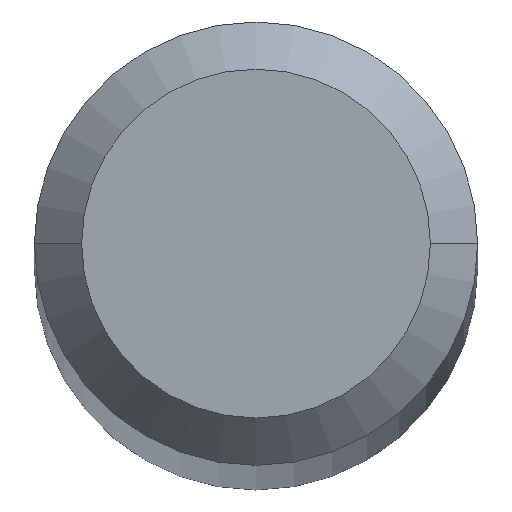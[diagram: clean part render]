
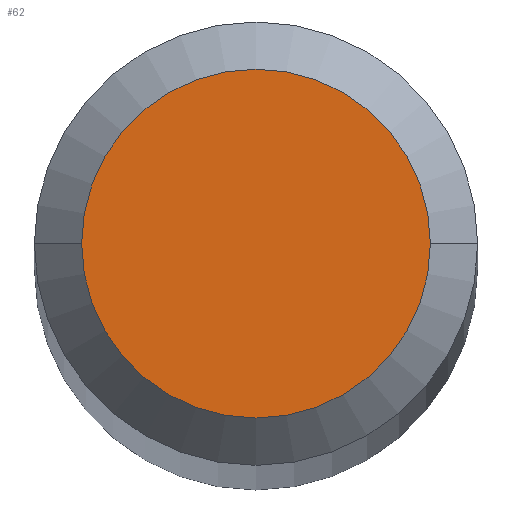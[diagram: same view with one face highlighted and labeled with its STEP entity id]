
A CAD part, top view. The second image highlights one B-rep face of the part: STEP entity #62.
In plain terms, the highlighted planar face has unit normal (0, 0, 1).
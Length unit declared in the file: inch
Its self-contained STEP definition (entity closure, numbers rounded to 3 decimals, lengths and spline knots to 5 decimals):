
#4 = CARTESIAN_POINT ( 'NONE',  ( 0., 0., 3. ) ) ;
#8 = DIRECTION ( 'NONE',  ( 0., 0., 1. ) ) ;
#20 = VERTEX_POINT ( 'NONE', #233 ) ;
#24 = DIRECTION ( 'NONE',  ( 0., 0., 1. ) ) ;
#30 = EDGE_LOOP ( 'NONE', ( #231, #249 ) ) ;
#51 = CIRCLE ( 'NONE', #204, 0.07375 ) ;
#55 = EDGE_CURVE ( 'NONE', #126, #20, #51, .T. ) ;
#62 = ADVANCED_FACE ( 'NONE', ( #63 ), #214, .T. ) ;
#63 = FACE_OUTER_BOUND ( 'NONE', #30, .T. ) ;
#69 = DIRECTION ( 'NONE',  ( 1., 0., 0. ) ) ;
#76 = AXIS2_PLACEMENT_3D ( 'NONE', #125, #8, #146 ) ;
#99 = CIRCLE ( 'NONE', #76, 0.07375 ) ;
#123 = CARTESIAN_POINT ( 'NONE',  ( -0.07375, 0., 3. ) ) ;
#125 = CARTESIAN_POINT ( 'NONE',  ( 0., 0., 3. ) ) ;
#126 = VERTEX_POINT ( 'NONE', #123 ) ;
#139 = CARTESIAN_POINT ( 'NONE',  ( 0., 0., 3. ) ) ;
#146 = DIRECTION ( 'NONE',  ( 1., 0., 0. ) ) ;
#155 = DIRECTION ( 'NONE',  ( 1., 0., 0. ) ) ;
#173 = DIRECTION ( 'NONE',  ( 0., 0., 1. ) ) ;
#190 = EDGE_CURVE ( 'NONE', #20, #126, #99, .T. ) ;
#204 = AXIS2_PLACEMENT_3D ( 'NONE', #139, #24, #155 ) ;
#214 = PLANE ( 'NONE',  #243 ) ;
#231 = ORIENTED_EDGE ( 'NONE', *, *, #55, .T. ) ;
#233 = CARTESIAN_POINT ( 'NONE',  ( 0.07375, 0., 3. ) ) ;
#243 = AXIS2_PLACEMENT_3D ( 'NONE', #4, #173, #69 ) ;
#249 = ORIENTED_EDGE ( 'NONE', *, *, #190, .T. ) ;
